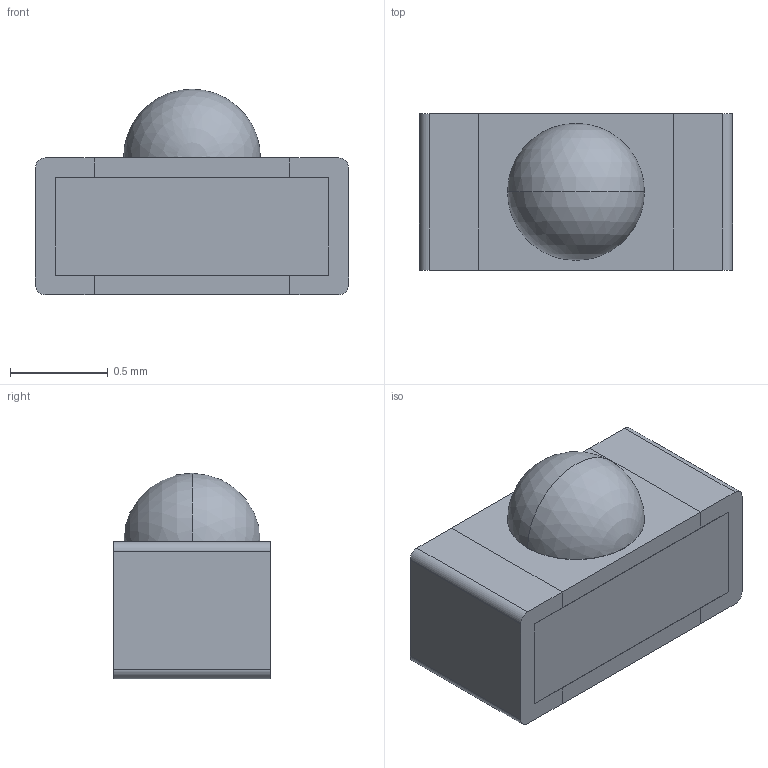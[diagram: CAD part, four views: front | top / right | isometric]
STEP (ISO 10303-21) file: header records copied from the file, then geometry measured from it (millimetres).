
FILE_DESCRIPTION (( 'STEP AP214' ), '1' );
FILE_NAME ('LEDC160X80X70L30.STEP', '2023-11-25T06:20:57', ( '' ), ( '' ), 'SwSTEP 2.0', 'SolidWorks 2023', '' );
FILE_SCHEMA (( 'AUTOMOTIVE_DESIGN' ));
Length unit declared in the file: millimetre
Products named in the file (1): LEDC160X80X70L30
Bounding box: 1.6 x 0.8 x 1.05 mm (x, y, z)
Volume: 1 mm3; surface area: 13 mm2
Topology: 5 solids, 5 shells, 46 faces, 108 edges, 71 vertices
Faces by surface type: plane 38, cylinder 6, sphere 2
Entity records: 1859 total; most frequent: CARTESIAN_POINT 224, DIRECTION 216, ORIENTED_EDGE 212, EDGE_CURVE 106, LINE 90, VECTOR 90, VERTEX_POINT 71, AXIS2_PLACEMENT_3D 63
